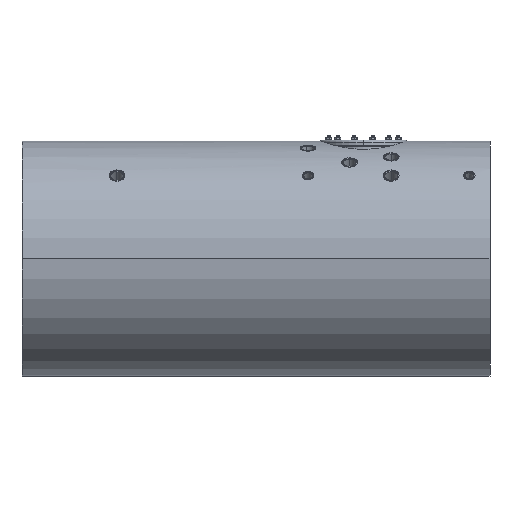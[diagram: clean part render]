
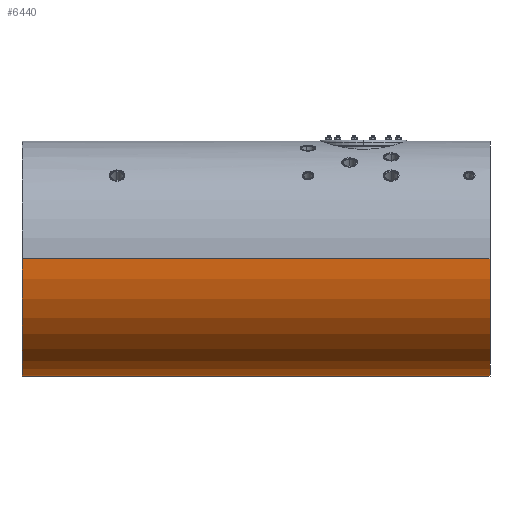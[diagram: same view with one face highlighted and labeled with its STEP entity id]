
A CAD part, left-side view. The second image highlights one B-rep face of the part: STEP entity #6440.
In plain terms, the highlighted cylindrical face has radius 425 mm (diameter 850 mm), a partial arc.
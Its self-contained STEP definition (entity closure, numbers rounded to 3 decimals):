
#1461 = DIRECTION ( 'NONE',  ( 0., 1., 0. ) ) ;
#3386 = AXIS2_PLACEMENT_3D ( 'NONE', #7651, #31162, #30928 ) ;
#4069 = CARTESIAN_POINT ( 'NONE',  ( -425., -820., 0. ) ) ;
#4200 = VERTEX_POINT ( 'NONE', #4069 ) ;
#5198 = CARTESIAN_POINT ( 'NONE',  ( 0., -820., 0. ) ) ;
#6440 = ADVANCED_FACE ( 'NONE', ( #31062 ), #17117, .T. ) ;
#6743 = CARTESIAN_POINT ( 'NONE',  ( -425., 820., 0. ) ) ;
#7651 = CARTESIAN_POINT ( 'NONE',  ( 0., 870., 0. ) ) ;
#8777 = CARTESIAN_POINT ( 'NONE',  ( 425., 870., 0. ) ) ;
#10901 = VECTOR ( 'NONE', #1461, 1000. ) ;
#13023 = CIRCLE ( 'NONE', #3386, 425. ) ;
#13221 = VERTEX_POINT ( 'NONE', #17106 ) ;
#17106 = CARTESIAN_POINT ( 'NONE',  ( -425., 870., 0. ) ) ;
#17117 = CYLINDRICAL_SURFACE ( 'NONE', #26540, 425. ) ;
#18155 = EDGE_LOOP ( 'NONE', ( #20665, #24939, #27323, #23404 ) ) ;
#19157 = EDGE_CURVE ( 'NONE', #26594, #22260, #21632, .T. ) ;
#19205 = EDGE_CURVE ( 'NONE', #22260, #13221, #13023, .T. ) ;
#20235 = EDGE_CURVE ( 'NONE', #26594, #4200, #33514, .T. ) ;
#20665 = ORIENTED_EDGE ( 'NONE', *, *, #19157, .F. ) ;
#21632 = LINE ( 'NONE', #25648, #22833 ) ;
#21636 = EDGE_CURVE ( 'NONE', #4200, #13221, #27345, .T. ) ;
#22260 = VERTEX_POINT ( 'NONE', #8777 ) ;
#22598 = DIRECTION ( 'NONE',  ( 0., 1., 0. ) ) ;
#22833 = VECTOR ( 'NONE', #33924, 1000. ) ;
#23404 = ORIENTED_EDGE ( 'NONE', *, *, #19205, .F. ) ;
#23530 = DIRECTION ( 'NONE',  ( 0., 1., 0. ) ) ;
#24939 = ORIENTED_EDGE ( 'NONE', *, *, #20235, .T. ) ;
#25589 = CARTESIAN_POINT ( 'NONE',  ( 425., -820., 0. ) ) ;
#25648 = CARTESIAN_POINT ( 'NONE',  ( 425., 820., 0. ) ) ;
#26192 = DIRECTION ( 'NONE',  ( -1., 0., 0. ) ) ;
#26540 = AXIS2_PLACEMENT_3D ( 'NONE', #30299, #22598, #27784 ) ;
#26594 = VERTEX_POINT ( 'NONE', #25589 ) ;
#27323 = ORIENTED_EDGE ( 'NONE', *, *, #21636, .T. ) ;
#27345 = LINE ( 'NONE', #6743, #10901 ) ;
#27784 = DIRECTION ( 'NONE',  ( -1., 0., 0. ) ) ;
#30216 = AXIS2_PLACEMENT_3D ( 'NONE', #5198, #23530, #26192 ) ;
#30299 = CARTESIAN_POINT ( 'NONE',  ( 0., 820., 0. ) ) ;
#30928 = DIRECTION ( 'NONE',  ( -1., 0., 0. ) ) ;
#31062 = FACE_OUTER_BOUND ( 'NONE', #18155, .T. ) ;
#31162 = DIRECTION ( 'NONE',  ( 0., 1., 0. ) ) ;
#33514 = CIRCLE ( 'NONE', #30216, 425. ) ;
#33924 = DIRECTION ( 'NONE',  ( 0., 1., 0. ) ) ;
